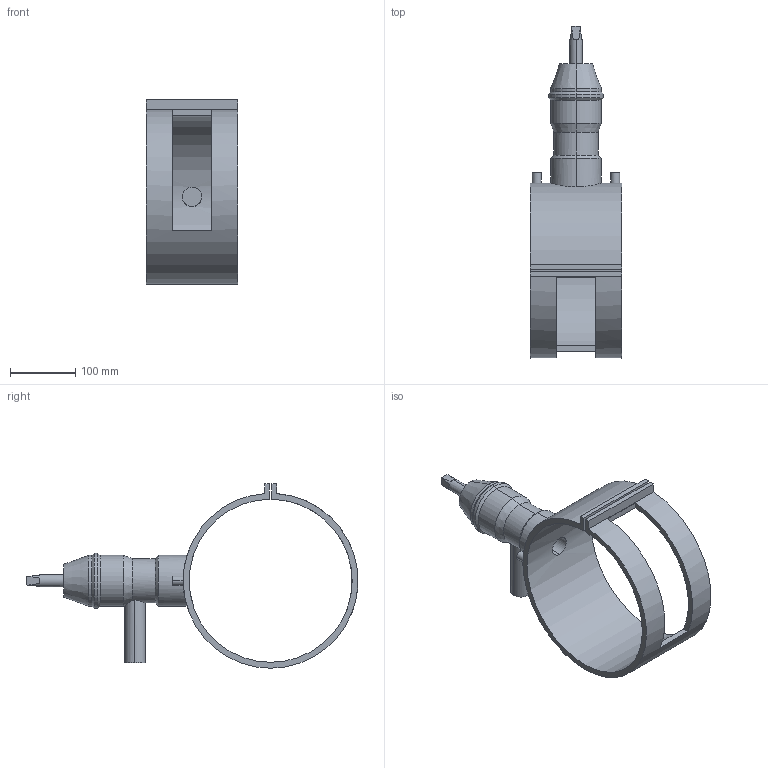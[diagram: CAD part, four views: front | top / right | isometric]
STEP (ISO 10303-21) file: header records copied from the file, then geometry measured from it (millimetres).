
FILE_DESCRIPTION (( 'STEP AP203' ), '1' );
FILE_NAME ('Ef Tapping Valve_001 117 2072 0263.step', '2020-02-04T12:05:51', ( '' ), ( '' ), 'SwSTEP 2.0', 'SolidWorks 2019', '' );
FILE_SCHEMA (( 'CONFIG_CONTROL_DESIGN' ));
Length unit declared in the file: millimetre
Products named in the file (1): Ef Tapping Valve_001 117 2072 0263
Bounding box: 140 x 508.92 x 282.7 mm (x, y, z)
Volume: 1622108.5 mm3; surface area: 308058.3 mm2
Topology: 1 solids, 1 shells, 76 faces, 177 edges, 111 vertices
Faces by surface type: cylinder 34, plane 28, cone 14
Entity records: 3048 total; most frequent: CARTESIAN_POINT 1253, DIRECTION 355, ORIENTED_EDGE 354, EDGE_CURVE 177, AXIS2_PLACEMENT_3D 135, VERTEX_POINT 111, EDGE_LOOP 88, VECTOR 85
